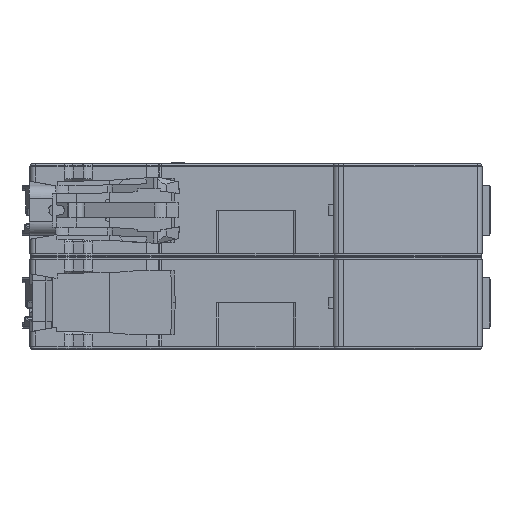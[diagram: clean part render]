
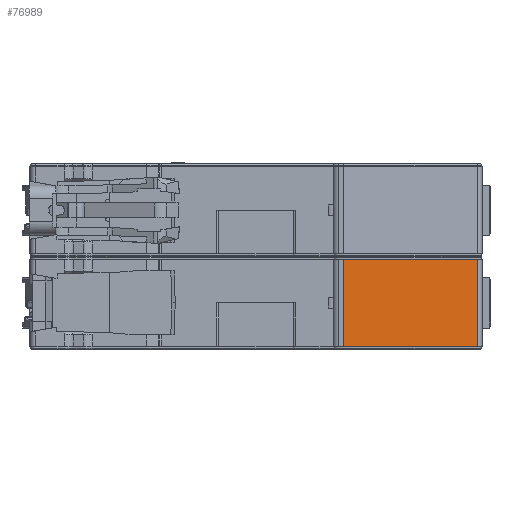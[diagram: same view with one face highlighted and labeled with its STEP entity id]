
A CAD part, front view. The second image highlights one B-rep face of the part: STEP entity #76989.
In plain terms, the highlighted planar face has unit normal (0.113, -0.994, 0).
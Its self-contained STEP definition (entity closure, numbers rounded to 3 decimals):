
#7034=DIRECTION('',(0.,0.,-1.));
#7035=VECTOR('',#7034,16.4);
#7036=CARTESIAN_POINT('',(16.5,-63.3,-9.2));
#7037=LINE('',#7036,#7035);
#7042=DIRECTION('',(-0.994,-0.113,0.));
#7043=VECTOR('',#7042,25.276);
#7044=CARTESIAN_POINT('',(41.613,-60.439,-9.2));
#7045=LINE('',#7044,#7043);
#7046=DIRECTION('',(-0.994,-0.113,0.));
#7047=VECTOR('',#7046,25.276);
#7048=CARTESIAN_POINT('',(41.613,-60.439,-25.6));
#7049=LINE('',#7048,#7047);
#7050=DIRECTION('',(0.,0.,1.));
#7051=VECTOR('',#7050,16.4);
#7052=CARTESIAN_POINT('',(41.613,-60.439,-25.6));
#7053=LINE('',#7052,#7051);
#61953=CARTESIAN_POINT('',(41.613,-60.439,-25.6));
#61954=CARTESIAN_POINT('',(16.5,-63.3,-25.6));
#61955=VERTEX_POINT('',#61953);
#61956=VERTEX_POINT('',#61954);
#64505=CARTESIAN_POINT('',(41.613,-60.439,-9.2));
#64506=CARTESIAN_POINT('',(16.5,-63.3,-9.2));
#64507=VERTEX_POINT('',#64505);
#64508=VERTEX_POINT('',#64506);
#76977=CARTESIAN_POINT('',(42.5,-60.338,-17.4));
#76978=DIRECTION('',(0.113,-0.994,0.));
#76979=DIRECTION('',(-0.994,-0.113,0.));
#76980=AXIS2_PLACEMENT_3D('',#76977,#76978,#76979);
#76981=PLANE('',#76980);
#76982=ORIENTED_EDGE('',*,*,#76964,.F.);
#76983=ORIENTED_EDGE('',*,*,#76552,.F.);
#76985=ORIENTED_EDGE('',*,*,#76984,.F.);
#76986=ORIENTED_EDGE('',*,*,#76716,.T.);
#76987=EDGE_LOOP('',(#76982,#76983,#76985,#76986));
#76988=FACE_OUTER_BOUND('',#76987,.F.);
#76552=EDGE_CURVE('',#64507,#64508,#7045,.T.);
#76716=EDGE_CURVE('',#61955,#61956,#7049,.T.);
#76964=EDGE_CURVE('',#64508,#61956,#7037,.T.);
#76984=EDGE_CURVE('',#61955,#64507,#7053,.T.);
#76989=ADVANCED_FACE('',(#76988),#76981,.T.);
